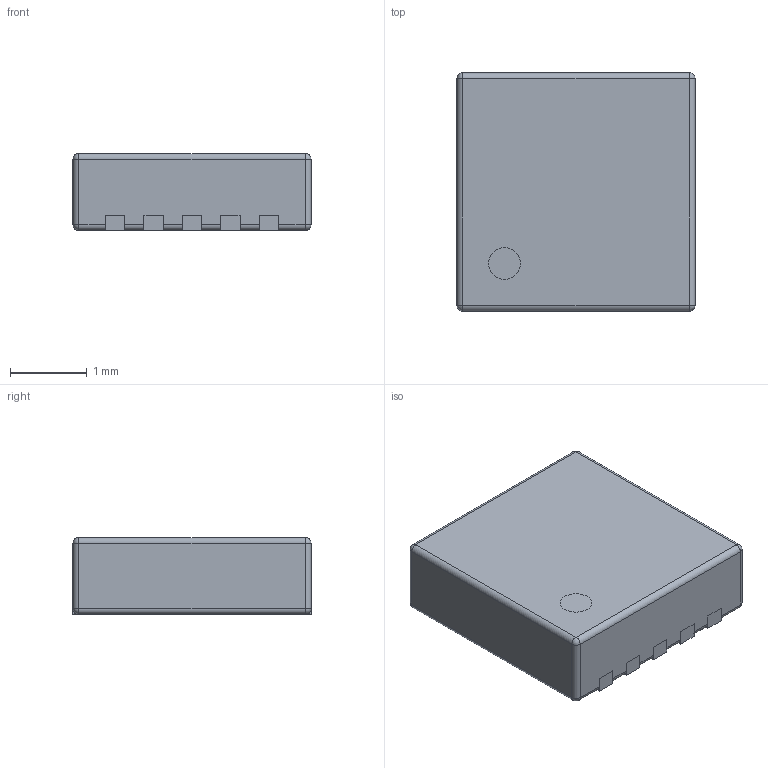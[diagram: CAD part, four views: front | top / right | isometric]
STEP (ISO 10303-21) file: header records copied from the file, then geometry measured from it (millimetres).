
FILE_DESCRIPTION(('STEP AP214'), '1');
FILE_NAME('MO-229', '2020-02-15T15:48:56', ('AF'), (''), 'UNSPECIFIED', 'UNSPECIFIED', '');
FILE_SCHEMA(('AUTOMOTIVE_DESIGN { 1 0 10303 214 3 1 1}'));
Length unit declared in the file: millimetre
Assembly tree (5 placements, depth 2):
  (unnamed)
    (unnamed)  x5
Bounding box: 3.1 x 3.1 x 1 mm (x, y, z)
Volume: 9.6 mm3; surface area: 49.3 mm2
Topology: 12 solids, 12 shells, 150 faces, 401 edges, 280 vertices
Faces by surface type: plane 100, cylinder 42, sphere 8
Entity records: 4365 total; most frequent: DIRECTION 582, CARTESIAN_POINT 566, ORIENTED_EDGE 506, EDGE_CURVE 253, LINE 228, VECTOR 228, AXIS2_PLACEMENT_3D 177, VERTEX_POINT 161
